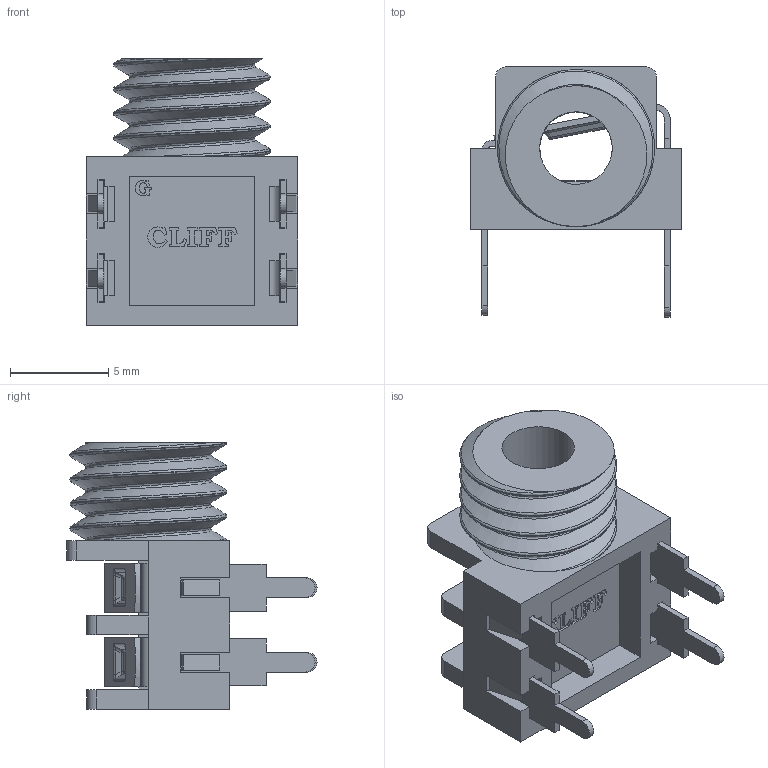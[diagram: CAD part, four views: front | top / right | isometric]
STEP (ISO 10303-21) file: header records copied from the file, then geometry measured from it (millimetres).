
FILE_DESCRIPTION(/* description */ (''),/* implementation_level */ '2;1');
FILE_NAME(/* name */ 'FCR1281 S6A 6mm.stp',/* time_stamp */ '2018-02-28T11:20:21+00:00',/* author */ ('tottley'),/* organization */ (''),/* preprocessor_version */ 'ST-DEVELOPER v16.1',/* originating_system */ 'Autodesk Inventor 2016',/* authorisation */ '');
FILE_SCHEMA (('AUTOMOTIVE_DESIGN { 1 0 10303 214 3 1 1 }'));
Length unit declared in the file: millimetre
Products named in the file (1): Part4
Bounding box: 10.8 x 12.75 x 13.6 mm (x, y, z)
Volume: 501 mm3; surface area: 1210.9 mm2
Topology: 1 solids, 1 shells, 479 faces, 1315 edges, 838 vertices
Faces by surface type: plane 320, bspline 72, cylinder 71, sphere 16
Full cylindrical faces by diameter (mm): 3.7 x1
Entity records: 17818 total; most frequent: CARTESIAN_POINT 5457, ORIENTED_EDGE 2626, DIRECTION 2181, EDGE_CURVE 1313, LINE 1019, VECTOR 1019, VERTEX_POINT 837, AXIS2_PLACEMENT_3D 581
